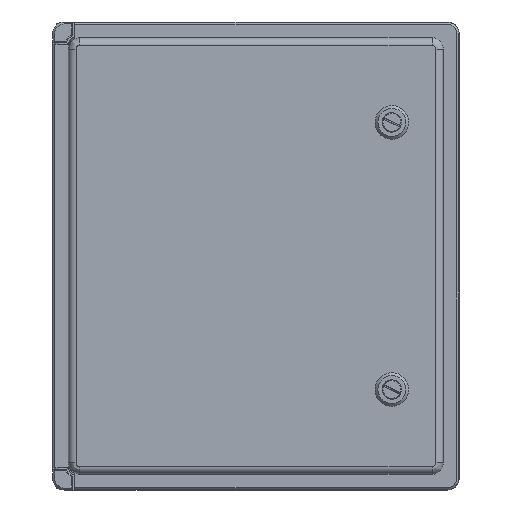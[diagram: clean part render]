
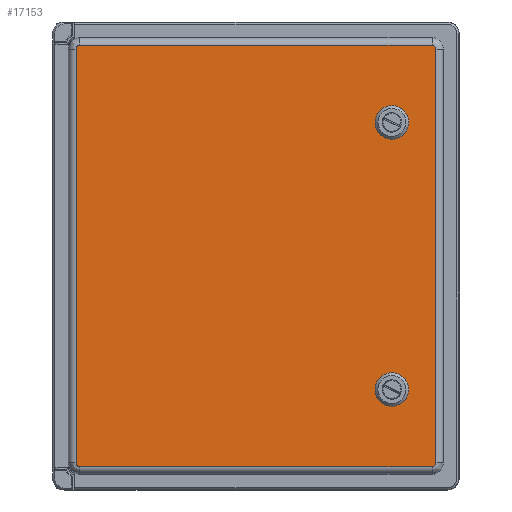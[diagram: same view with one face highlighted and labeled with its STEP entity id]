
A CAD part, top view. The second image highlights one B-rep face of the part: STEP entity #17153.
In plain terms, the highlighted planar face has unit normal (0, 0, 1).
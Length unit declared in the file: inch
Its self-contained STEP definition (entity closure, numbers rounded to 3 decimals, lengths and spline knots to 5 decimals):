
#590=FACE_BOUND($,#4005,.T.);
#591=FACE_BOUND($,#4006,.T.);
#1112=CIRCLE($,#18650,0.443);
#1114=CIRCLE($,#18654,0.443);
#1116=CIRCLE($,#18658,0.443);
#1118=CIRCLE($,#18662,0.443);
#1120=CIRCLE($,#18666,0.443);
#1122=CIRCLE($,#18670,0.443);
#1124=CIRCLE($,#18674,0.443);
#1126=CIRCLE($,#18678,0.443);
#1289=CIRCLE($,#18990,0.12012);
#1291=CIRCLE($,#18992,0.12012);
#1297=CIRCLE($,#19000,0.12012);
#1299=CIRCLE($,#19002,0.12012);
#1947=PLANE($,#19006);
#2835=FACE_OUTER_BOUND($,#4004,.T.);
#4004=EDGE_LOOP($,(#14574,#14575,#14576,#14577,#14578,#14579,#14580,#14581));
#4005=EDGE_LOOP($,(#14582,#14583,#14584,#14585,#14586,#14587,#14588,#14589));
#4006=EDGE_LOOP($,(#14590,#14591,#14592,#14593,#14594,#14595,#14596,#14597));
#5061=LINE($,#34000,#6376);
#5065=LINE($,#34012,#6380);
#5069=LINE($,#34024,#6384);
#5073=LINE($,#34034,#6388);
#5077=LINE($,#34048,#6392);
#5081=LINE($,#34060,#6396);
#5085=LINE($,#34072,#6400);
#5089=LINE($,#34082,#6404);
#5271=LINE($,#34869,#6586);
#5273=LINE($,#34904,#6588);
#5275=LINE($,#34908,#6590);
#5276=LINE($,#34939,#6591);
#6376=VECTOR($,#22515,0.40697);
#6380=VECTOR($,#22527,0.42304);
#6384=VECTOR($,#22539,0.40697);
#6388=VECTOR($,#22551,0.42304);
#6392=VECTOR($,#22563,0.40697);
#6396=VECTOR($,#22575,0.42304);
#6400=VECTOR($,#22587,0.40697);
#6404=VECTOR($,#22599,0.42304);
#6586=VECTOR($,#23397,11.45704);
#6588=VECTOR($,#23417,13.45704);
#6590=VECTOR($,#23421,13.45704);
#6591=VECTOR($,#23438,11.45704);
#8028=VERTEX_POINT($,#33991);
#8029=VERTEX_POINT($,#33993);
#8031=VERTEX_POINT($,#33999);
#8033=VERTEX_POINT($,#34005);
#8035=VERTEX_POINT($,#34011);
#8037=VERTEX_POINT($,#34017);
#8039=VERTEX_POINT($,#34023);
#8041=VERTEX_POINT($,#34029);
#8044=VERTEX_POINT($,#34039);
#8045=VERTEX_POINT($,#34041);
#8047=VERTEX_POINT($,#34047);
#8049=VERTEX_POINT($,#34053);
#8051=VERTEX_POINT($,#34059);
#8053=VERTEX_POINT($,#34065);
#8055=VERTEX_POINT($,#34071);
#8057=VERTEX_POINT($,#34077);
#8293=VERTEX_POINT($,#34866);
#8294=VERTEX_POINT($,#34868);
#8297=VERTEX_POINT($,#34883);
#8298=VERTEX_POINT($,#34896);
#8300=VERTEX_POINT($,#34902);
#8301=VERTEX_POINT($,#34907);
#8303=VERTEX_POINT($,#34920);
#8304=VERTEX_POINT($,#34933);
#10061=EDGE_CURVE($,#8029,#8028,#1112,.T.);
#10064=EDGE_CURVE($,#8031,#8029,#5061,.T.);
#10067=EDGE_CURVE($,#8033,#8031,#1114,.T.);
#10070=EDGE_CURVE($,#8035,#8033,#5065,.T.);
#10073=EDGE_CURVE($,#8037,#8035,#1116,.T.);
#10076=EDGE_CURVE($,#8039,#8037,#5069,.T.);
#10079=EDGE_CURVE($,#8041,#8039,#1118,.T.);
#10082=EDGE_CURVE($,#8028,#8041,#5073,.T.);
#10085=EDGE_CURVE($,#8045,#8044,#1120,.T.);
#10088=EDGE_CURVE($,#8047,#8045,#5077,.T.);
#10091=EDGE_CURVE($,#8049,#8047,#1122,.T.);
#10094=EDGE_CURVE($,#8051,#8049,#5081,.T.);
#10097=EDGE_CURVE($,#8053,#8051,#1124,.T.);
#10100=EDGE_CURVE($,#8055,#8053,#5085,.T.);
#10103=EDGE_CURVE($,#8057,#8055,#1126,.T.);
#10106=EDGE_CURVE($,#8044,#8057,#5089,.T.);
#10471=EDGE_CURVE($,#8293,#8294,#5271,.T.);
#10475=EDGE_CURVE($,#8297,#8293,#1289,.T.);
#10477=EDGE_CURVE($,#8294,#8298,#1291,.T.);
#10481=EDGE_CURVE($,#8300,#8297,#5273,.T.);
#10483=EDGE_CURVE($,#8298,#8301,#5275,.T.);
#10486=EDGE_CURVE($,#8303,#8300,#1297,.T.);
#10488=EDGE_CURVE($,#8301,#8304,#1299,.T.);
#10491=EDGE_CURVE($,#8304,#8303,#5276,.T.);
#14574=ORIENTED_EDGE($,*,*,#10471,.F.);
#14575=ORIENTED_EDGE($,*,*,#10475,.F.);
#14576=ORIENTED_EDGE($,*,*,#10481,.F.);
#14577=ORIENTED_EDGE($,*,*,#10486,.F.);
#14578=ORIENTED_EDGE($,*,*,#10491,.F.);
#14579=ORIENTED_EDGE($,*,*,#10488,.F.);
#14580=ORIENTED_EDGE($,*,*,#10483,.F.);
#14581=ORIENTED_EDGE($,*,*,#10477,.F.);
#14582=ORIENTED_EDGE($,*,*,#10073,.T.);
#14583=ORIENTED_EDGE($,*,*,#10070,.T.);
#14584=ORIENTED_EDGE($,*,*,#10067,.T.);
#14585=ORIENTED_EDGE($,*,*,#10064,.T.);
#14586=ORIENTED_EDGE($,*,*,#10061,.T.);
#14587=ORIENTED_EDGE($,*,*,#10082,.T.);
#14588=ORIENTED_EDGE($,*,*,#10079,.T.);
#14589=ORIENTED_EDGE($,*,*,#10076,.T.);
#14590=ORIENTED_EDGE($,*,*,#10097,.T.);
#14591=ORIENTED_EDGE($,*,*,#10094,.T.);
#14592=ORIENTED_EDGE($,*,*,#10091,.T.);
#14593=ORIENTED_EDGE($,*,*,#10088,.T.);
#14594=ORIENTED_EDGE($,*,*,#10085,.T.);
#14595=ORIENTED_EDGE($,*,*,#10106,.T.);
#14596=ORIENTED_EDGE($,*,*,#10103,.T.);
#14597=ORIENTED_EDGE($,*,*,#10100,.T.);
#17153=ADVANCED_FACE($,(#2835,#590,#591),#1947,.T.);
#18650=AXIS2_PLACEMENT_3D($,#33994,#22509,#22510);
#18654=AXIS2_PLACEMENT_3D($,#34006,#22521,#22522);
#18658=AXIS2_PLACEMENT_3D($,#34018,#22533,#22534);
#18662=AXIS2_PLACEMENT_3D($,#34030,#22545,#22546);
#18666=AXIS2_PLACEMENT_3D($,#34042,#22557,#22558);
#18670=AXIS2_PLACEMENT_3D($,#34054,#22569,#22570);
#18674=AXIS2_PLACEMENT_3D($,#34066,#22581,#22582);
#18678=AXIS2_PLACEMENT_3D($,#34078,#22593,#22594);
#18990=AXIS2_PLACEMENT_3D($,#34885,#23403,#23404);
#18992=AXIS2_PLACEMENT_3D($,#34897,#23407,#23408);
#19000=AXIS2_PLACEMENT_3D($,#34922,#23426,#23427);
#19002=AXIS2_PLACEMENT_3D($,#34934,#23430,#23431);
#19006=AXIS2_PLACEMENT_3D($,#34941,#23440,#23441);
#22509=DIRECTION('center_axis',(0.,0.,-1.));
#22510=DIRECTION('ref_axis',(0.477,-0.879,0.));
#22515=DIRECTION($,(0.,1.,0.));
#22521=DIRECTION('center_axis',(0.,0.,-1.));
#22522=DIRECTION('ref_axis',(0.888,0.459,0.));
#22527=DIRECTION($,(-1.,0.,0.));
#22533=DIRECTION('center_axis',(0.,0.,-1.));
#22534=DIRECTION('ref_axis',(-0.477,0.879,0.));
#22539=DIRECTION($,(0.,-1.,0.));
#22545=DIRECTION('center_axis',(0.,0.,-1.));
#22546=DIRECTION('ref_axis',(-0.888,-0.459,0.));
#22551=DIRECTION($,(1.,0.,0.));
#22557=DIRECTION('center_axis',(0.,0.,-1.));
#22558=DIRECTION('ref_axis',(0.477,-0.879,0.));
#22563=DIRECTION($,(0.,-1.,0.));
#22569=DIRECTION('center_axis',(0.,0.,-1.));
#22570=DIRECTION('ref_axis',(0.888,0.459,0.));
#22575=DIRECTION($,(1.,0.,0.));
#22581=DIRECTION('center_axis',(0.,0.,-1.));
#22582=DIRECTION('ref_axis',(-0.477,0.879,0.));
#22587=DIRECTION($,(0.,1.,0.));
#22593=DIRECTION('center_axis',(0.,0.,-1.));
#22594=DIRECTION('ref_axis',(-0.888,-0.459,0.));
#22599=DIRECTION($,(-1.,0.,0.));
#23397=DIRECTION($,(-1.,0.,0.));
#23403=DIRECTION('center_axis',(0.,0.,-1.));
#23404=DIRECTION('ref_axis',(0.707,-0.707,0.));
#23407=DIRECTION('center_axis',(0.,0.,-1.));
#23408=DIRECTION('ref_axis',(-0.707,-0.707,0.));
#23417=DIRECTION($,(0.,-1.,0.));
#23421=DIRECTION($,(0.,1.,0.));
#23426=DIRECTION('center_axis',(0.,0.,-1.));
#23427=DIRECTION('ref_axis',(0.707,0.707,0.));
#23430=DIRECTION('center_axis',(0.,0.,-1.));
#23431=DIRECTION('ref_axis',(-0.707,0.707,0.));
#23438=DIRECTION($,(1.,0.,0.));
#23440=DIRECTION('center_axis',(0.,0.,1.));
#23441=DIRECTION('ref_axis',(1.,0.,0.));
#33991=CARTESIAN_POINT('',(4.21048,4.73324,1.));
#33993=CARTESIAN_POINT('',(4.0285,4.54749,1.));
#33994=CARTESIAN_POINT('Origin',(4.422,4.344,1.));
#33999=CARTESIAN_POINT('',(4.0285,4.14051,1.));
#34000=CARTESIAN_POINT($,(4.0285,4.14051,1.));
#34005=CARTESIAN_POINT('',(4.21048,3.95476,1.));
#34006=CARTESIAN_POINT('Origin',(4.422,4.344,1.));
#34011=CARTESIAN_POINT('',(4.63352,3.95476,1.));
#34012=CARTESIAN_POINT($,(4.63352,3.95476,1.));
#34017=CARTESIAN_POINT('',(4.8155,4.14051,1.));
#34018=CARTESIAN_POINT('Origin',(4.422,4.344,1.));
#34023=CARTESIAN_POINT('',(4.8155,4.54749,1.));
#34024=CARTESIAN_POINT($,(4.8155,4.54749,1.));
#34029=CARTESIAN_POINT('',(4.63352,4.73324,1.));
#34030=CARTESIAN_POINT('Origin',(4.422,4.344,1.));
#34034=CARTESIAN_POINT($,(4.21048,4.73324,1.));
#34039=CARTESIAN_POINT('',(4.63352,-4.73324,1.));
#34041=CARTESIAN_POINT('',(4.8155,-4.54749,1.));
#34042=CARTESIAN_POINT('Origin',(4.422,-4.344,1.));
#34047=CARTESIAN_POINT('',(4.8155,-4.14051,1.));
#34048=CARTESIAN_POINT($,(4.8155,-4.14051,1.));
#34053=CARTESIAN_POINT('',(4.63352,-3.95476,1.));
#34054=CARTESIAN_POINT('Origin',(4.422,-4.344,1.));
#34059=CARTESIAN_POINT('',(4.21048,-3.95476,1.));
#34060=CARTESIAN_POINT($,(4.21048,-3.95476,1.));
#34065=CARTESIAN_POINT('',(4.0285,-4.14051,1.));
#34066=CARTESIAN_POINT('Origin',(4.422,-4.344,1.));
#34071=CARTESIAN_POINT('',(4.0285,-4.54749,1.));
#34072=CARTESIAN_POINT($,(4.0285,-4.54749,1.));
#34077=CARTESIAN_POINT('',(4.21048,-4.73324,1.));
#34078=CARTESIAN_POINT('Origin',(4.422,-4.344,1.));
#34082=CARTESIAN_POINT($,(4.63352,-4.73324,1.));
#34866=CARTESIAN_POINT('',(5.72852,-6.84863,1.));
#34868=CARTESIAN_POINT('',(-5.72852,-6.84863,1.));
#34869=CARTESIAN_POINT($,(5.72852,-6.84863,1.));
#34883=CARTESIAN_POINT('',(5.84863,-6.72852,1.));
#34885=CARTESIAN_POINT('Origin',(5.72852,-6.72852,1.));
#34896=CARTESIAN_POINT('',(-5.84863,-6.72852,1.));
#34897=CARTESIAN_POINT('Origin',(-5.72852,-6.72852,1.));
#34902=CARTESIAN_POINT('',(5.84863,6.72852,1.));
#34904=CARTESIAN_POINT($,(5.84863,6.72852,1.));
#34907=CARTESIAN_POINT('',(-5.84863,6.72852,1.));
#34908=CARTESIAN_POINT($,(-5.84863,-6.72852,1.));
#34920=CARTESIAN_POINT('',(5.72852,6.84863,1.));
#34922=CARTESIAN_POINT('Origin',(5.72852,6.72852,1.));
#34933=CARTESIAN_POINT('',(-5.72852,6.84863,1.));
#34934=CARTESIAN_POINT('Origin',(-5.72852,6.72852,1.));
#34939=CARTESIAN_POINT($,(-5.72852,6.84863,1.));
#34941=CARTESIAN_POINT('Origin',(0.,0.,1.));
